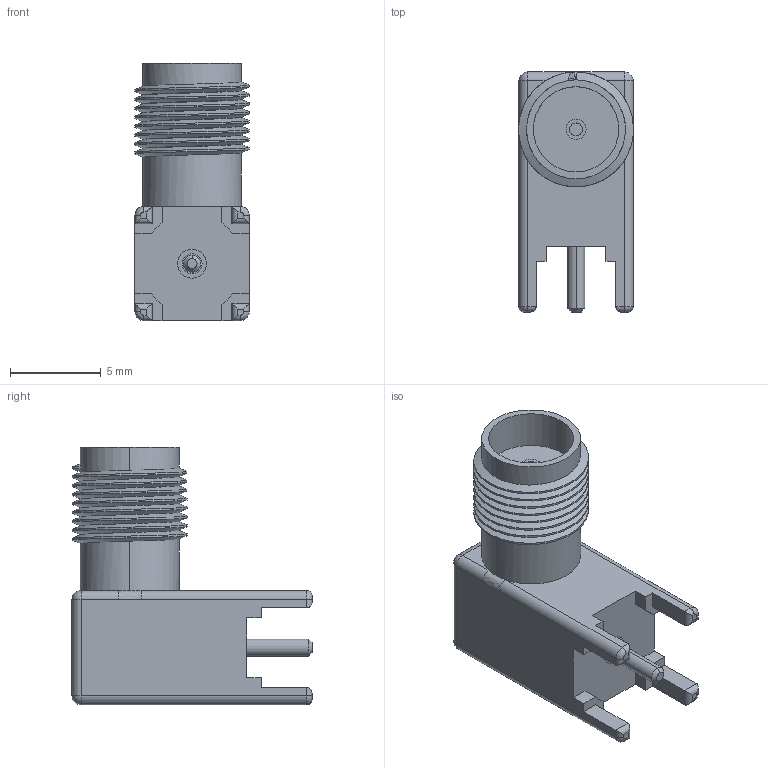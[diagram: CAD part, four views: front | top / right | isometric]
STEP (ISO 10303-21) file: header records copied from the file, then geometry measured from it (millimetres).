
FILE_DESCRIPTION (( 'STEP AP214' ), '1' );
FILE_NAME ('TE_5-1814400-1.STEP', '2015-05-07T12:50:34', ( '' ), ( '' ), '', '', '' );
FILE_SCHEMA (( '' ));
Length unit declared in the file: millimetre
Products named in the file (1): TE_5-1814400-1
Bounding box: 6.32 x 13.23 x 14.2 mm (x, y, z)
Volume: 559.9 mm3; surface area: 1035.6 mm2
Topology: 3 solids, 3 shells, 147 faces, 361 edges, 214 vertices
Faces by surface type: cylinder 76, plane 41, torus 12, cone 8, bspline 6, sphere 4
Entity records: 5227 total; most frequent: CARTESIAN_POINT 1855, ORIENTED_EDGE 702, DIRECTION 702, EDGE_CURVE 351, AXIS2_PLACEMENT_3D 264, VERTEX_POINT 214, VECTOR 174, LINE 174
